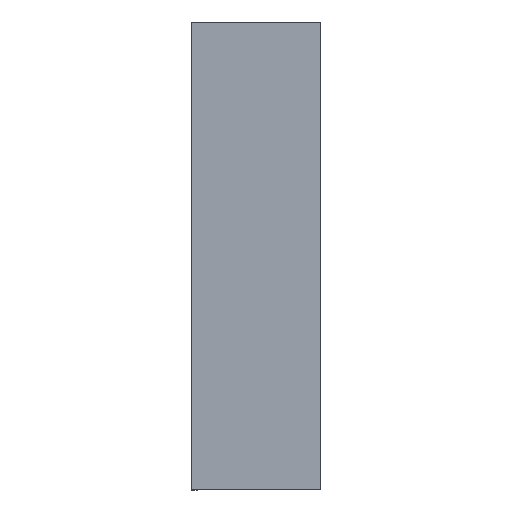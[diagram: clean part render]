
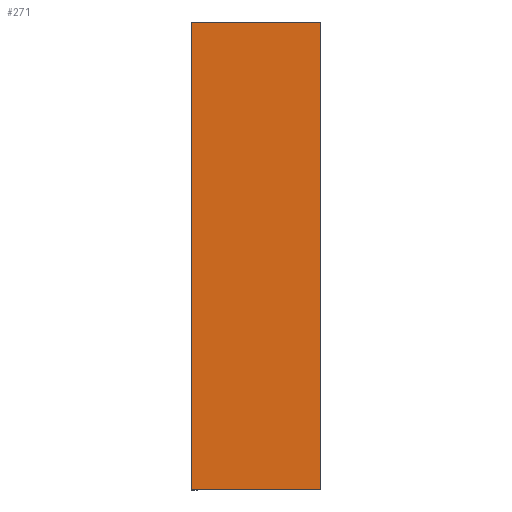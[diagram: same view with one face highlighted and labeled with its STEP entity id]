
A CAD part, top view. The second image highlights one B-rep face of the part: STEP entity #271.
In plain terms, the highlighted planar face has unit normal (0, 0, 1).
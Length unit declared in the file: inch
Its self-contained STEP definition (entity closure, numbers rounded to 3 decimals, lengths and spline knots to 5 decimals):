
#24=CARTESIAN_POINT('',(0.00733,0.75,-0.6));
#25=VERTEX_POINT('',#24);
#26=CARTESIAN_POINT('',(0.00733,6.75,-0.6));
#27=VERTEX_POINT('',#26);
#28=CARTESIAN_POINT('',(0.00733,0.75,-0.6));
#29=DIRECTION('',(0.,1.,0.));
#30=VECTOR('',#29,1.);
#31=LINE('',#28,#30);
#32=EDGE_CURVE('',#25,#27,#31,.T.);
#220=CARTESIAN_POINT('',(1.66465,6.75,-0.6));
#221=VERTEX_POINT('',#220);
#228=CARTESIAN_POINT('',(1.66465,0.75,-0.6));
#229=VERTEX_POINT('',#228);
#230=CARTESIAN_POINT('',(1.66465,0.75,-0.6));
#231=DIRECTION('',(0.,1.,0.));
#232=VECTOR('',#231,1.);
#233=LINE('',#230,#232);
#234=EDGE_CURVE('',#229,#221,#233,.T.);
#250=ORIENTED_EDGE('',*,*,#234,.T.);
#251=CARTESIAN_POINT('',(1.66465,6.75,-0.6));
#252=DIRECTION('',(-1.,0.,0.));
#253=VECTOR('',#252,1.);
#254=LINE('',#251,#253);
#255=EDGE_CURVE('',#221,#27,#254,.T.);
#256=ORIENTED_EDGE('',*,*,#255,.T.);
#257=ORIENTED_EDGE('',*,*,#32,.F.);
#258=CARTESIAN_POINT('',(1.66465,0.75,-0.6));
#259=DIRECTION('',(-1.,0.,0.));
#260=VECTOR('',#259,1.);
#261=LINE('',#258,#260);
#262=EDGE_CURVE('',#229,#25,#261,.T.);
#263=ORIENTED_EDGE('',*,*,#262,.F.);
#264=EDGE_LOOP('',(#250,#256,#257,#263));
#265=FACE_OUTER_BOUND('',#264,.T.);
#266=CARTESIAN_POINT('',(0.83599,0.75,-0.6));
#267=DIRECTION('',(0.,0.,1.));
#268=DIRECTION('',(1.,0.,0.));
#269=AXIS2_PLACEMENT_3D('',#266,#267,#268);
#270=PLANE('',#269);
#271=ADVANCED_FACE('',(#265),#270,.T.);
